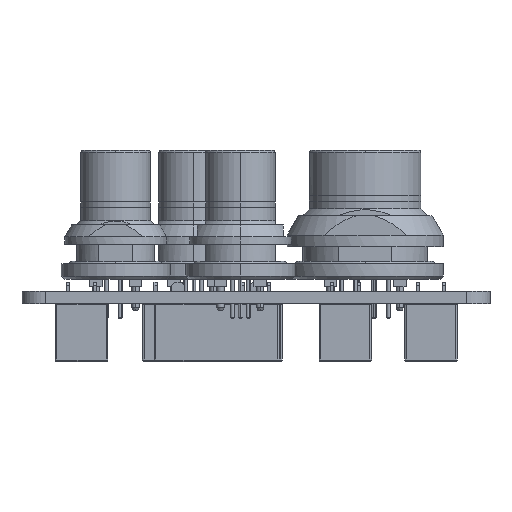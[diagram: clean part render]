
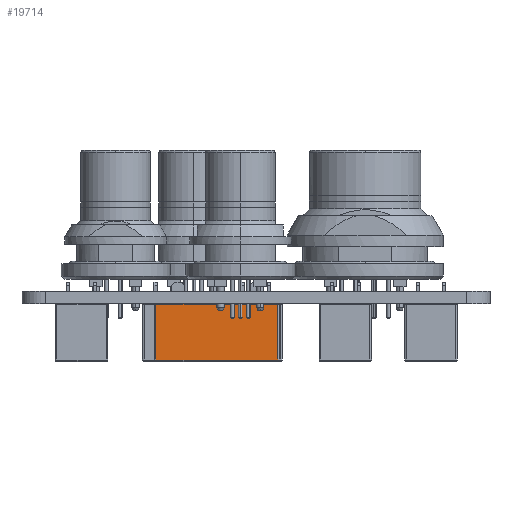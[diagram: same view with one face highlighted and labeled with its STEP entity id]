
A CAD part, left-side view. The second image highlights one B-rep face of the part: STEP entity #19714.
In plain terms, the highlighted face is planar.
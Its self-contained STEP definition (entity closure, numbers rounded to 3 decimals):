
#18485 = CYLINDRICAL_SURFACE('',#18486,0.2);
#18486 = AXIS2_PLACEMENT_3D('',#18487,#18488,#18489);
#18487 = CARTESIAN_POINT('',(12.76,1.47,0.));
#18488 = DIRECTION('',(0.,0.,1.));
#18489 = DIRECTION('',(1.,0.,-0.));
#18513 = PLANE('',#18514);
#18514 = AXIS2_PLACEMENT_3D('',#18515,#18516,#18517);
#18515 = CARTESIAN_POINT('',(4.96,-1.695,0.));
#18516 = DIRECTION('',(0.,0.,1.));
#18517 = DIRECTION('',(1.,0.,-0.));
#18584 = VERTEX_POINT('',#18585);
#18585 = CARTESIAN_POINT('',(12.76,1.67,0.));
#18607 = EDGE_CURVE('',#18584,#18608,#18610,.T.);
#18608 = VERTEX_POINT('',#18609);
#18609 = CARTESIAN_POINT('',(12.76,1.67,7.17));
#18610 = SURFACE_CURVE('',#18611,(#18615,#18622),.PCURVE_S1.);
#18611 = LINE('',#18612,#18613);
#18612 = CARTESIAN_POINT('',(12.76,1.67,0.));
#18613 = VECTOR('',#18614,1.);
#18614 = DIRECTION('',(0.,0.,1.));
#18615 = PCURVE('',#18485,#18616);
#18616 = DEFINITIONAL_REPRESENTATION('',(#18617),#18621);
#18617 = LINE('',#18618,#18619);
#18618 = CARTESIAN_POINT('',(1.571,0.));
#18619 = VECTOR('',#18620,1.);
#18620 = DIRECTION('',(0.,1.));
#18621 = ( GEOMETRIC_REPRESENTATION_CONTEXT(2) 
PARAMETRIC_REPRESENTATION_CONTEXT() REPRESENTATION_CONTEXT('2D SPACE',''
  ) );
#18622 = PCURVE('',#18623,#18628);
#18623 = PLANE('',#18624);
#18624 = AXIS2_PLACEMENT_3D('',#18625,#18626,#18627);
#18625 = CARTESIAN_POINT('',(12.96,1.67,0.));
#18626 = DIRECTION('',(0.,-1.,0.));
#18627 = DIRECTION('',(-1.,0.,0.));
#18628 = DEFINITIONAL_REPRESENTATION('',(#18629),#18633);
#18629 = LINE('',#18630,#18631);
#18630 = CARTESIAN_POINT('',(0.2,0.));
#18631 = VECTOR('',#18632,1.);
#18632 = DIRECTION('',(0.,-1.));
#18633 = ( GEOMETRIC_REPRESENTATION_CONTEXT(2) 
PARAMETRIC_REPRESENTATION_CONTEXT() REPRESENTATION_CONTEXT('2D SPACE',''
  ) );
#18772 = EDGE_CURVE('',#18584,#18773,#18775,.T.);
#18773 = VERTEX_POINT('',#18774);
#18774 = CARTESIAN_POINT('',(-2.84,1.67,0.));
#18775 = SURFACE_CURVE('',#18776,(#18780,#18787),.PCURVE_S1.);
#18776 = LINE('',#18777,#18778);
#18777 = CARTESIAN_POINT('',(12.96,1.67,0.));
#18778 = VECTOR('',#18779,1.);
#18779 = DIRECTION('',(-1.,0.,0.));
#18780 = PCURVE('',#18513,#18781);
#18781 = DEFINITIONAL_REPRESENTATION('',(#18782),#18786);
#18782 = LINE('',#18783,#18784);
#18783 = CARTESIAN_POINT('',(8.,3.365));
#18784 = VECTOR('',#18785,1.);
#18785 = DIRECTION('',(-1.,0.));
#18786 = ( GEOMETRIC_REPRESENTATION_CONTEXT(2) 
PARAMETRIC_REPRESENTATION_CONTEXT() REPRESENTATION_CONTEXT('2D SPACE',''
  ) );
#18787 = PCURVE('',#18623,#18788);
#18788 = DEFINITIONAL_REPRESENTATION('',(#18789),#18793);
#18789 = LINE('',#18790,#18791);
#18790 = CARTESIAN_POINT('',(0.,-0.));
#18791 = VECTOR('',#18792,1.);
#18792 = DIRECTION('',(1.,0.));
#18793 = ( GEOMETRIC_REPRESENTATION_CONTEXT(2) 
PARAMETRIC_REPRESENTATION_CONTEXT() REPRESENTATION_CONTEXT('2D SPACE',''
  ) );
#18816 = CYLINDRICAL_SURFACE('',#18817,0.2);
#18817 = AXIS2_PLACEMENT_3D('',#18818,#18819,#18820);
#18818 = CARTESIAN_POINT('',(-2.84,1.47,0.));
#18819 = DIRECTION('',(0.,0.,1.));
#18820 = DIRECTION('',(-1.,0.,0.));
#19703 = CYLINDRICAL_SURFACE('',#19704,0.2);
#19704 = AXIS2_PLACEMENT_3D('',#19705,#19706,#19707);
#19705 = CARTESIAN_POINT('',(12.76,1.47,7.17));
#19706 = DIRECTION('',(-1.,0.,0.));
#19707 = DIRECTION('',(0.,1.,0.));
#19714 = ADVANCED_FACE('',(#19715),#18623,.F.);
#19715 = FACE_BOUND('',#19716,.F.);
#19716 = EDGE_LOOP('',(#19717,#19718,#19741,#19762));
#19717 = ORIENTED_EDGE('',*,*,#18607,.T.);
#19718 = ORIENTED_EDGE('',*,*,#19719,.T.);
#19719 = EDGE_CURVE('',#18608,#19720,#19722,.T.);
#19720 = VERTEX_POINT('',#19721);
#19721 = CARTESIAN_POINT('',(-2.84,1.67,7.17));
#19722 = SURFACE_CURVE('',#19723,(#19727,#19734),.PCURVE_S1.);
#19723 = LINE('',#19724,#19725);
#19724 = CARTESIAN_POINT('',(12.76,1.67,7.17));
#19725 = VECTOR('',#19726,1.);
#19726 = DIRECTION('',(-1.,0.,0.));
#19727 = PCURVE('',#18623,#19728);
#19728 = DEFINITIONAL_REPRESENTATION('',(#19729),#19733);
#19729 = LINE('',#19730,#19731);
#19730 = CARTESIAN_POINT('',(0.2,-7.17));
#19731 = VECTOR('',#19732,1.);
#19732 = DIRECTION('',(1.,0.));
#19733 = ( GEOMETRIC_REPRESENTATION_CONTEXT(2) 
PARAMETRIC_REPRESENTATION_CONTEXT() REPRESENTATION_CONTEXT('2D SPACE',''
  ) );
#19734 = PCURVE('',#19703,#19735);
#19735 = DEFINITIONAL_REPRESENTATION('',(#19736),#19740);
#19736 = LINE('',#19737,#19738);
#19737 = CARTESIAN_POINT('',(6.283,0.));
#19738 = VECTOR('',#19739,1.);
#19739 = DIRECTION('',(0.,1.));
#19740 = ( GEOMETRIC_REPRESENTATION_CONTEXT(2) 
PARAMETRIC_REPRESENTATION_CONTEXT() REPRESENTATION_CONTEXT('2D SPACE',''
  ) );
#19741 = ORIENTED_EDGE('',*,*,#19742,.F.);
#19742 = EDGE_CURVE('',#18773,#19720,#19743,.T.);
#19743 = SURFACE_CURVE('',#19744,(#19748,#19755),.PCURVE_S1.);
#19744 = LINE('',#19745,#19746);
#19745 = CARTESIAN_POINT('',(-2.84,1.67,0.));
#19746 = VECTOR('',#19747,1.);
#19747 = DIRECTION('',(0.,0.,1.));
#19748 = PCURVE('',#18623,#19749);
#19749 = DEFINITIONAL_REPRESENTATION('',(#19750),#19754);
#19750 = LINE('',#19751,#19752);
#19751 = CARTESIAN_POINT('',(15.8,0.));
#19752 = VECTOR('',#19753,1.);
#19753 = DIRECTION('',(0.,-1.));
#19754 = ( GEOMETRIC_REPRESENTATION_CONTEXT(2) 
PARAMETRIC_REPRESENTATION_CONTEXT() REPRESENTATION_CONTEXT('2D SPACE',''
  ) );
#19755 = PCURVE('',#18816,#19756);
#19756 = DEFINITIONAL_REPRESENTATION('',(#19757),#19761);
#19757 = LINE('',#19758,#19759);
#19758 = CARTESIAN_POINT('',(4.712,0.));
#19759 = VECTOR('',#19760,1.);
#19760 = DIRECTION('',(0.,1.));
#19761 = ( GEOMETRIC_REPRESENTATION_CONTEXT(2) 
PARAMETRIC_REPRESENTATION_CONTEXT() REPRESENTATION_CONTEXT('2D SPACE',''
  ) );
#19762 = ORIENTED_EDGE('',*,*,#18772,.F.);
